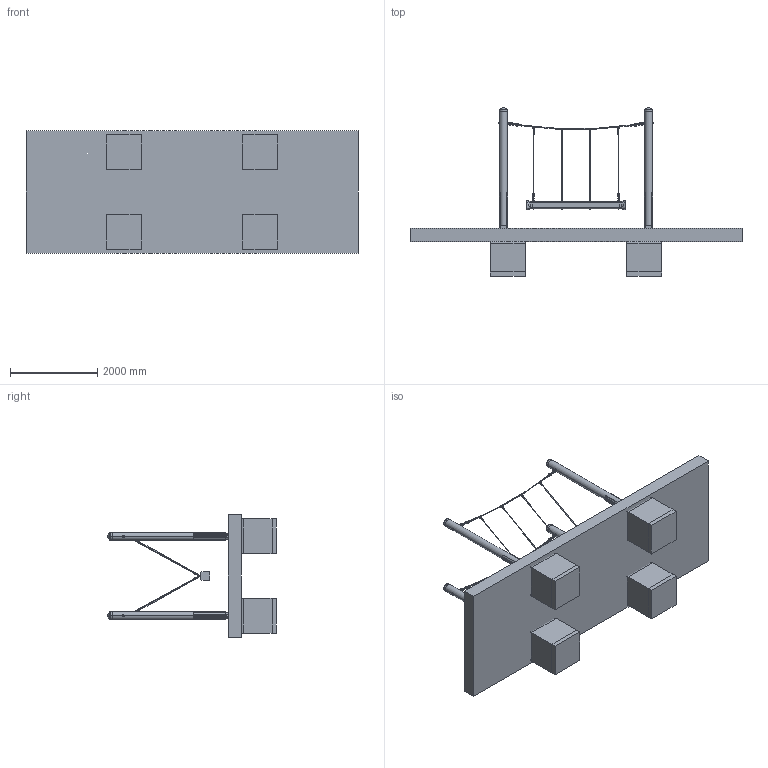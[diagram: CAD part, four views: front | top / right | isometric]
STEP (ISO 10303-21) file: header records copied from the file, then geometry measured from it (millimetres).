
FILE_DESCRIPTION (( 'STEP AP214' ), '1' );
FILE_NAME ('Super-Tampen-Swinger-Mini Douglasiepfosten.STEP', '2013-09-30T08:00:46', ( 'frank' ), ( '' ), 'SwSTEP 2.0', 'SolidWorks 2011', '' );
FILE_SCHEMA (( 'AUTOMOTIVE_DESIGN' ));
Length unit declared in the file: millimetre
Products named in the file (32): Seil blau 1750; Seil blau 1710; 461 - Kettenadapter mit 3 Glieder 6er KetteNEU; Sicherung (8) von Kettenadapter ohne Kette; 55-471-0 - 6er Schäkel gerade; SpiegelnBew. T-Stück Längsträger ; SpiegelnBew. T-Stück Querträger ; Besfestigung für den Tampen_Standard<Wie bearbeitet>; Tampen 2,25 m lang; 55-4607-STEG - Schäkel gerade M8 mit Steg V2A; 6er Kettenglied; Spielteil 4585; Seil und Kausche Dino I Gelb; Pressung Dino I; VA-Kausche Dino I; Seil f黵 Kausche Dino I Gelb; obere Seil gelb_Standard<Wie bearbeitet>; 4608 - Kreuzgelenk mit Drehwirbel f黵 4585; kappe; Socket Thin Pilot Cap Screw_DIN_DIN 6912 - M10 x 30 --- 22N; oberes gelenk; oberes gelenk mit muttern; Socket Thin Pilot Cap Screw_DIN_DIN 6912 - M10 x 60 --- 26N; gelenk; u-scheibe; kralle; gewinde; Abdeckkappe ﾘ 180 mm; Douglasiepfosten 2,65 m lang; verstärkter Pfostenschuh für Pfosten Ø180mm; Fundamente und Sicherheitsbereich; Super-Tampen-Swinger-Mini Douglasiepfosten
Assembly tree (101 placements, depth 4):
  Super-Tampen-Swinger-Mini Douglasiepfosten
    SpiegelnBew. T-Stück Längsträger   x8
    Seil blau 1750  x4
    6er Kettenglied  x8
    SpiegelnBew. T-Stück Querträger   x8
    Besfestigung für den Tampen_Standard<Wie bearbeitet>  x4
    Spielteil 4585
      Seil und Kausche Dino I Gelb  x4
        Seil f黵 Kausche Dino I Gelb
        VA-Kausche Dino I
        Pressung Dino I
      obere Seil gelb_Standard<Wie bearbeitet>  x2
    4608 - Kreuzgelenk mit Drehwirbel f黵 4585  x4
      kralle
      Socket Thin Pilot Cap Screw_DIN_DIN 6912 - M10 x 60 --- 26N
      oberes gelenk
      kappe
      oberes gelenk mit muttern
      gewinde
      u-scheibe
      Socket Thin Pilot Cap Screw_DIN_DIN 6912 - M10 x 30 --- 22N
      gelenk
    Douglasiepfosten 2,65 m lang  x4
    55-4607-STEG - Schäkel gerade M8 mit Steg V2A  x7
    461 - Kettenadapter mit 3 Glieder 6er KetteNEU  x8
      Sicherung (8) von Kettenadapter ohne Kette
      6er Kettenglied
    verstärkter Pfostenschuh für Pfosten Ø180mm  x4
    55-471-0 - 6er Schäkel gerade  x8
    Abdeckkappe ﾘ 180 mm  x4
    Seil blau 1710  x4
    Fundamente und Sicherheitsbereich
    Tampen 2,25 m lang
Bounding box: 7600 x 3864.35 x 2800 mm (x, y, z)
Volume: 8981513939.4 mm3; surface area: 85757760.4 mm2
Topology: 269 solids, 269 shells, 7858 faces, 18986 edges, 11346 vertices
Faces by surface type: plane 3060, cylinder 2614, torus 1112, cone 558, bspline 306, sphere 208
Entity records: 50915 total; most frequent: CARTESIAN_POINT 13408, DIRECTION 7197, ORIENTED_EDGE 6552, EDGE_CURVE 3276, AXIS2_PLACEMENT_3D 2782, VERTEX_POINT 2011, LINE 1633, VECTOR 1633
